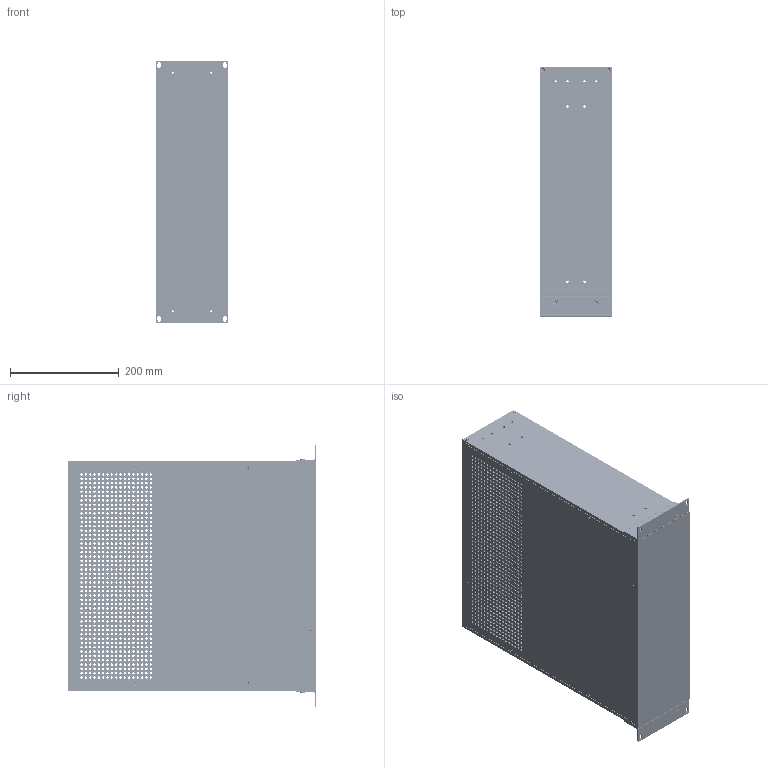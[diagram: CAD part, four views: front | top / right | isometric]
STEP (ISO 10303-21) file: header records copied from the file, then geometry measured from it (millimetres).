
FILE_DESCRIPTION (( 'STEP AP214' ), '1' );
FILE_NAME ('RM3U1918VBK.STEP', '2021-09-11T10:56:44', ( '' ), ( '' ), 'SwSTEP 2.0', 'SolidWorks 2021', '' );
FILE_SCHEMA (( 'AUTOMOTIVE_DESIGN' ));
Length unit declared in the file: inch
Products named in the file (1): RM3U1918VBK
Bounding box: 132.6 x 457.2 x 482.61 mm (x, y, z)
Volume: 1544345.3 mm3; surface area: 1359000.1 mm2
Topology: 52 solids, 52 shells, 2996 faces, 8572 edges, 5688 vertices
Faces by surface type: cylinder 1864, plane 636, cone 384, bspline 112
Full cylindrical faces by diameter (mm): 2.5 x16, 2.845 x16, 3.505 x8, 3.988 x12, 4 x16, 4.039 x8, 4.293 x8, 4.3 x8, 4.318 x1632, 4.5 x16, 4.775 x12, 4.826 x4, 5 x4, 5.429 x16, 6.045 x8, 8.458 x4
Entity records: 140177 total; most frequent: CARTESIAN_POINT 22325, DIRECTION 15410, ORIENTED_EDGE 13120, EDGE_LOOP 8368, AXIS2_PLACEMENT_3D 7053, EDGE_CURVE 6560, VERTEX_POINT 5568, FACE_OUTER_BOUND 4784
